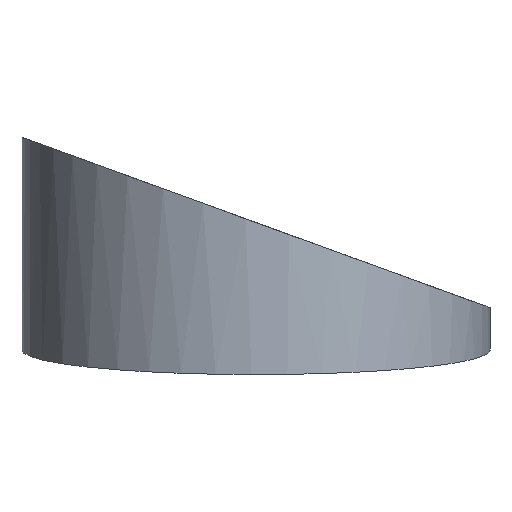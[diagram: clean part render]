
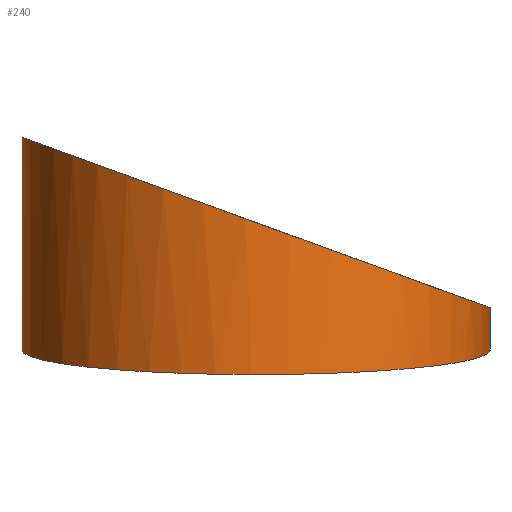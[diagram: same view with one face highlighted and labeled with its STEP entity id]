
A CAD part, front view. The second image highlights one B-rep face of the part: STEP entity #240.
In plain terms, the highlighted cylindrical face has radius 17.5 mm (diameter 35 mm), a partial arc.
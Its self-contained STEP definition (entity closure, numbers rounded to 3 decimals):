
#106 = CARTESIAN_POINT ( 'NONE',  ( -17.5, -35., -1.839 ) ) ;
#107 = CARTESIAN_POINT ( 'NONE',  ( -17.5, 0., 1.839 ) ) ;
#128 = AXIS2_PLACEMENT_3D ( 'NONE', #742, #914, #1626 ) ;
#148 = EDGE_CURVE ( 'NONE', #1176, #1816, #2191, .T. ) ;
#234 =( BOUNDED_CURVE ( )  B_SPLINE_CURVE ( 3, ( #1833, #106, #2701, #749 ),
 .UNSPECIFIED., .F., .F. ) 
 B_SPLINE_CURVE_WITH_KNOTS ( ( 4, 4 ),
 ( 4.712, 7.854 ),
 .UNSPECIFIED. ) 
 CURVE ( )  GEOMETRIC_REPRESENTATION_ITEM ( )  RATIONAL_B_SPLINE_CURVE ( ( 1., 0.333, 0.333, 1. ) ) 
 REPRESENTATION_ITEM ( '' )  );
#240 = ADVANCED_FACE ( 'NONE', ( #2485 ), #2007, .T. ) ;
#280 = CARTESIAN_POINT ( 'NONE',  ( -17.5, -35., 17.739 ) ) ;
#446 = CARTESIAN_POINT ( 'NONE',  ( 17.5, 0., 5. ) ) ;
#489 = CARTESIAN_POINT ( 'NONE',  ( 17.5, -35., 5. ) ) ;
#537 = VECTOR ( 'NONE', #1644, 1000. ) ;
#549 = EDGE_CURVE ( 'NONE', #1176, #769, #1872, .T. ) ;
#640 = CARTESIAN_POINT ( 'NONE',  ( 17.5, 0., 5. ) ) ;
#643 = LINE ( 'NONE', #2120, #2799 ) ;
#655 = ORIENTED_EDGE ( 'NONE', *, *, #549, .F. ) ;
#742 = CARTESIAN_POINT ( 'NONE',  ( 0., 0., 20. ) ) ;
#749 = CARTESIAN_POINT ( 'NONE',  ( 17.5, 0., 1.839 ) ) ;
#762 = CARTESIAN_POINT ( 'NONE',  ( 17.5, 0., 20. ) ) ;
#769 = VERTEX_POINT ( 'NONE', #2415 ) ;
#889 = CARTESIAN_POINT ( 'NONE',  ( -17.5, 0., 17.739 ) ) ;
#914 = DIRECTION ( 'NONE',  ( 0., 0., -1. ) ) ;
#1033 = DIRECTION ( 'NONE',  ( 0., 0., -1. ) ) ;
#1157 = CARTESIAN_POINT ( 'NONE',  ( -17.5, 0., 17.739 ) ) ;
#1176 = VERTEX_POINT ( 'NONE', #640 ) ;
#1388 = VERTEX_POINT ( 'NONE', #107 ) ;
#1626 = DIRECTION ( 'NONE',  ( -1., 0., 0. ) ) ;
#1644 = DIRECTION ( 'NONE',  ( 0., 0., -1. ) ) ;
#1816 = VERTEX_POINT ( 'NONE', #1157 ) ;
#1833 = CARTESIAN_POINT ( 'NONE',  ( -17.5, 0., 1.839 ) ) ;
#1868 = ORIENTED_EDGE ( 'NONE', *, *, #2636, .T. ) ;
#1872 = LINE ( 'NONE', #762, #537 ) ;
#1917 = ORIENTED_EDGE ( 'NONE', *, *, #148, .T. ) ;
#2005 = EDGE_LOOP ( 'NONE', ( #655, #1917, #2282, #1868 ) ) ;
#2007 = CYLINDRICAL_SURFACE ( 'NONE', #128, 17.5 ) ;
#2120 = CARTESIAN_POINT ( 'NONE',  ( -17.5, 0., 20. ) ) ;
#2191 =( BOUNDED_CURVE ( )  B_SPLINE_CURVE ( 3, ( #446, #489, #280, #889 ),
 .UNSPECIFIED., .F., .F. ) 
 B_SPLINE_CURVE_WITH_KNOTS ( ( 4, 4 ),
 ( 0., 3.142 ),
 .UNSPECIFIED. ) 
 CURVE ( )  GEOMETRIC_REPRESENTATION_ITEM ( )  RATIONAL_B_SPLINE_CURVE ( ( 1., 0.333, 0.333, 1. ) ) 
 REPRESENTATION_ITEM ( '' )  );
#2282 = ORIENTED_EDGE ( 'NONE', *, *, #2360, .T. ) ;
#2360 = EDGE_CURVE ( 'NONE', #1816, #1388, #643, .T. ) ;
#2415 = CARTESIAN_POINT ( 'NONE',  ( 17.5, 0., 1.839 ) ) ;
#2485 = FACE_OUTER_BOUND ( 'NONE', #2005, .T. ) ;
#2636 = EDGE_CURVE ( 'NONE', #1388, #769, #234, .T. ) ;
#2701 = CARTESIAN_POINT ( 'NONE',  ( 17.5, -35., -1.839 ) ) ;
#2799 = VECTOR ( 'NONE', #1033, 1000. ) ;
